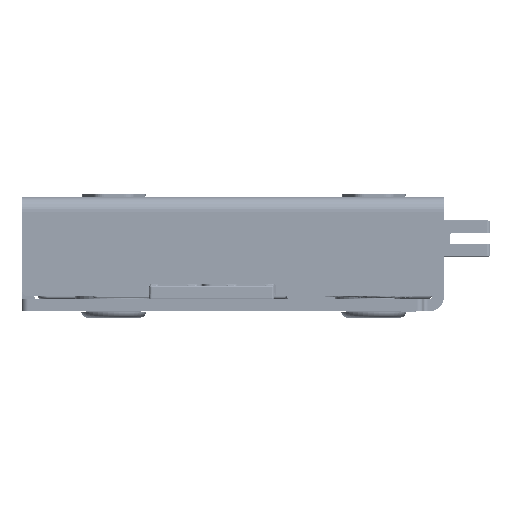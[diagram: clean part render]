
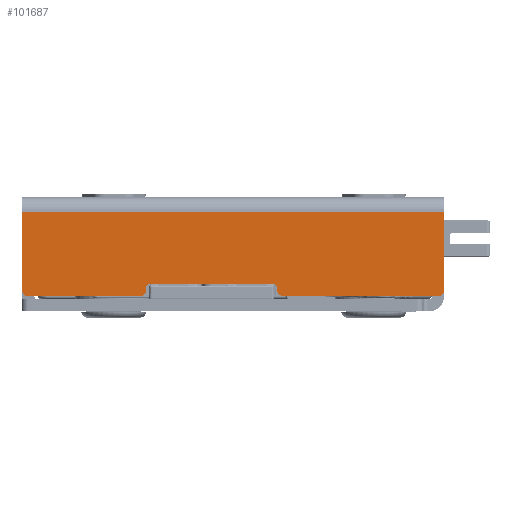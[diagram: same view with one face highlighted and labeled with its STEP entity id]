
A CAD part, left-side view. The second image highlights one B-rep face of the part: STEP entity #101687.
In plain terms, the highlighted planar face has unit normal (-1, 0, 0).
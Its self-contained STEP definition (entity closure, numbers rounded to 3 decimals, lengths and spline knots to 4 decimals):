
#5814=PLANE('',#108189);
#9834=FACE_OUTER_BOUND('',#15608,.T.);
#15608=EDGE_LOOP('',(#76475,#76476,#76477,#76478,#76479,#76480,#76481,#76482,
#76483,#76484,#76485,#76486,#76487,#76488));
#20320=CIRCLE('',#108171,0.0197);
#20322=CIRCLE('',#108175,0.0197);
#20324=CIRCLE('',#108179,0.0394);
#20329=CIRCLE('',#108186,0.0394);
#20330=CIRCLE('',#108190,0.0394);
#20331=CIRCLE('',#108191,0.0394);
#25650=LINE('',#164458,#35340);
#25656=LINE('',#164473,#35346);
#25666=LINE('',#164505,#35356);
#25667=LINE('',#164508,#35357);
#25669=LINE('',#164512,#35359);
#25670=LINE('',#164516,#35360);
#25671=LINE('',#164518,#35361);
#25672=LINE('',#164520,#35362);
#35340=VECTOR('',#122389,0.3937);
#35346=VECTOR('',#122403,0.3937);
#35356=VECTOR('',#122433,0.3937);
#35357=VECTOR('',#122436,0.3937);
#35359=VECTOR('',#122440,0.3937);
#35360=VECTOR('',#122443,0.3937);
#35361=VECTOR('',#122444,0.3937);
#35362=VECTOR('',#122445,0.3937);
#45497=VERTEX_POINT('',#164448);
#45498=VERTEX_POINT('',#164449);
#45501=VERTEX_POINT('',#164457);
#45503=VERTEX_POINT('',#164463);
#45504=VERTEX_POINT('',#164464);
#45507=VERTEX_POINT('',#164475);
#45517=VERTEX_POINT('',#164499);
#45518=VERTEX_POINT('',#164501);
#45519=VERTEX_POINT('',#164507);
#45520=VERTEX_POINT('',#164511);
#45521=VERTEX_POINT('',#164513);
#45522=VERTEX_POINT('',#164515);
#45523=VERTEX_POINT('',#164517);
#45524=VERTEX_POINT('',#164519);
#56730=EDGE_CURVE('',#45497,#45498,#20320,.T.);
#56734=EDGE_CURVE('',#45501,#45498,#25650,.T.);
#56737=EDGE_CURVE('',#45503,#45504,#20322,.T.);
#56742=EDGE_CURVE('',#45497,#45504,#25656,.T.);
#56743=EDGE_CURVE('',#45501,#45507,#20324,.T.);
#56756=EDGE_CURVE('',#45517,#45518,#20329,.T.);
#56758=EDGE_CURVE('',#45503,#45518,#25666,.T.);
#56759=EDGE_CURVE('',#45507,#45519,#25667,.T.);
#56761=EDGE_CURVE('',#45520,#45517,#25669,.T.);
#56762=EDGE_CURVE('',#45521,#45520,#20330,.T.);
#56763=EDGE_CURVE('',#45522,#45521,#25670,.T.);
#56764=EDGE_CURVE('',#45523,#45522,#25671,.T.);
#56765=EDGE_CURVE('',#45523,#45524,#25672,.T.);
#56766=EDGE_CURVE('',#45519,#45524,#20331,.T.);
#76475=ORIENTED_EDGE('',*,*,#56743,.F.);
#76476=ORIENTED_EDGE('',*,*,#56734,.T.);
#76477=ORIENTED_EDGE('',*,*,#56730,.F.);
#76478=ORIENTED_EDGE('',*,*,#56742,.T.);
#76479=ORIENTED_EDGE('',*,*,#56737,.F.);
#76480=ORIENTED_EDGE('',*,*,#56758,.T.);
#76481=ORIENTED_EDGE('',*,*,#56756,.F.);
#76482=ORIENTED_EDGE('',*,*,#56761,.F.);
#76483=ORIENTED_EDGE('',*,*,#56762,.F.);
#76484=ORIENTED_EDGE('',*,*,#56763,.F.);
#76485=ORIENTED_EDGE('',*,*,#56764,.F.);
#76486=ORIENTED_EDGE('',*,*,#56765,.T.);
#76487=ORIENTED_EDGE('',*,*,#56766,.F.);
#76488=ORIENTED_EDGE('',*,*,#56759,.F.);
#101687=ADVANCED_FACE('',(#9834),#5814,.T.);
#108171=AXIS2_PLACEMENT_3D('',#164450,#122381,#122382);
#108175=AXIS2_PLACEMENT_3D('',#164465,#122394,#122395);
#108179=AXIS2_PLACEMENT_3D('',#164476,#122406,#122407);
#108186=AXIS2_PLACEMENT_3D('',#164502,#122428,#122429);
#108189=AXIS2_PLACEMENT_3D('',#164510,#122438,#122439);
#108190=AXIS2_PLACEMENT_3D('',#164514,#122441,#122442);
#108191=AXIS2_PLACEMENT_3D('',#164521,#122446,#122447);
#122381=DIRECTION('center_axis',(-1.,0.,0.));
#122382=DIRECTION('ref_axis',(0.,0.707,0.707));
#122389=DIRECTION('',(0.,0.,1.));
#122394=DIRECTION('center_axis',(-1.,0.,0.));
#122395=DIRECTION('ref_axis',(0.,-0.707,0.707));
#122403=DIRECTION('',(0.,-1.,0.));
#122406=DIRECTION('center_axis',(1.,0.,0.));
#122407=DIRECTION('ref_axis',(0.,-0.707,-0.707));
#122428=DIRECTION('center_axis',(1.,0.,0.));
#122429=DIRECTION('ref_axis',(0.,0.707,-0.707));
#122433=DIRECTION('',(0.,0.,-1.));
#122436=DIRECTION('',(0.,1.,0.));
#122438=DIRECTION('center_axis',(-1.,0.,0.));
#122439=DIRECTION('ref_axis',(0.,1.,0.));
#122440=DIRECTION('',(0.,1.,0.));
#122441=DIRECTION('center_axis',(1.,0.,0.));
#122442=DIRECTION('ref_axis',(0.,-0.707,-0.707));
#122443=DIRECTION('',(0.,0.,-1.));
#122444=DIRECTION('',(0.,-1.,0.));
#122445=DIRECTION('',(0.,0.,-1.));
#122446=DIRECTION('center_axis',(1.,0.,0.));
#122447=DIRECTION('ref_axis',(0.,0.707,-0.707));
#164448=CARTESIAN_POINT('',(-1.2008,-0.2293,0.0956));
#164449=CARTESIAN_POINT('',(-1.2008,-0.2096,0.0759));
#164450=CARTESIAN_POINT('Origin',(-1.2008,-0.2293,0.0759));
#164457=CARTESIAN_POINT('',(-1.2008,-0.2096,0.0591));
#164458=CARTESIAN_POINT('',(-1.2008,-0.2096,0.3396));
#164463=CARTESIAN_POINT('',(-1.2008,-1.0514,0.0759));
#164464=CARTESIAN_POINT('',(-1.2008,-1.0318,0.0956));
#164465=CARTESIAN_POINT('Origin',(-1.2008,-1.0318,0.0759));
#164473=CARTESIAN_POINT('',(-1.2008,-1.1678,0.0956));
#164475=CARTESIAN_POINT('',(-1.2008,-0.1702,0.0197));
#164476=CARTESIAN_POINT('Origin',(-1.2008,-0.1702,0.0591));
#164499=CARTESIAN_POINT('',(-1.2008,-1.0908,0.0197));
#164501=CARTESIAN_POINT('',(-1.2008,-1.0514,0.0591));
#164502=CARTESIAN_POINT('Origin',(-1.2008,-1.0908,0.0591));
#164505=CARTESIAN_POINT('',(-1.2008,-1.0514,0.3775));
#164507=CARTESIAN_POINT('',(-1.2008,0.5512,0.0197));
#164508=CARTESIAN_POINT('',(-1.2008,0.5906,0.0197));
#164510=CARTESIAN_POINT('Origin',(-1.2008,-2.126,0.6594));
#164511=CARTESIAN_POINT('',(-1.2008,-2.0866,0.0197));
#164512=CARTESIAN_POINT('',(-1.2008,0.5906,0.0197));
#164513=CARTESIAN_POINT('',(-1.2008,-2.126,0.0591));
#164514=CARTESIAN_POINT('Origin',(-1.2008,-2.0866,0.0591));
#164515=CARTESIAN_POINT('',(-1.2008,-2.126,0.561));
#164516=CARTESIAN_POINT('',(-1.2008,-2.126,0.6594));
#164517=CARTESIAN_POINT('',(-1.2008,0.5906,0.561));
#164518=CARTESIAN_POINT('',(-1.2008,-1.407,0.561));
#164519=CARTESIAN_POINT('',(-1.2008,0.5906,0.0591));
#164520=CARTESIAN_POINT('',(-1.2008,0.5906,0.6594));
#164521=CARTESIAN_POINT('Origin',(-1.2008,0.5512,0.0591));
